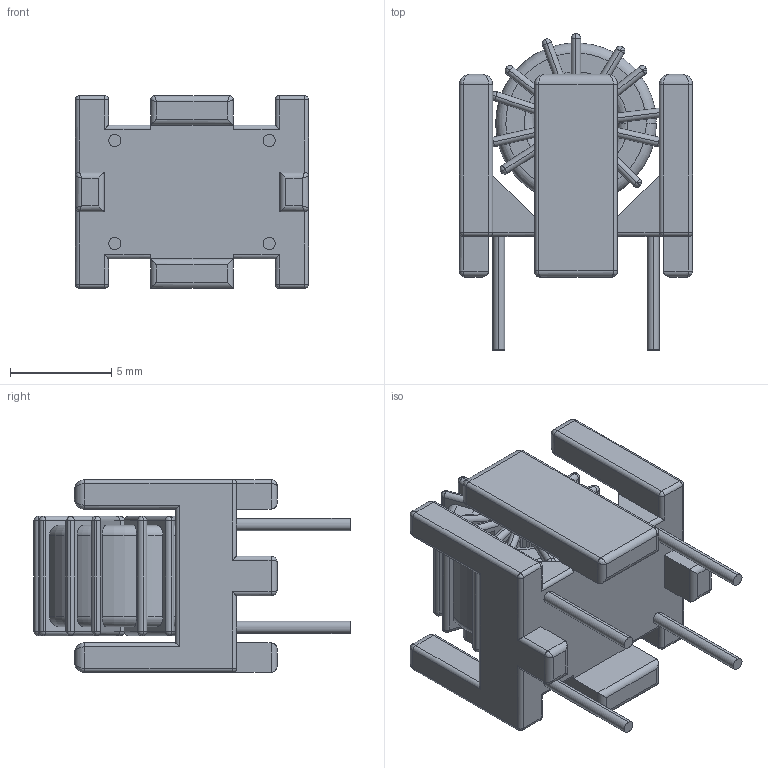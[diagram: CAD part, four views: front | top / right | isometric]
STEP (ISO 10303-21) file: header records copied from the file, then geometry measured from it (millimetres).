
FILE_DESCRIPTION (( 'STEP AP214' ), '1' );
FILE_NAME ('PT_KPLT02_L9.5W11.5H12LL3.6S5.08.STEP', '2019-08-14T20:18:27', ( '' ), ( '' ), 'SwSTEP 2.0', 'SolidWorks 2014', '' );
FILE_SCHEMA (( 'AUTOMOTIVE_DESIGN' ));
Length unit declared in the file: millimetre
Products named in the file (1): PT_KPLT02_L9.5W11.5H12LL3.6S5.08
Bounding box: 11.5 x 15.6 x 9.5 mm (x, y, z)
Volume: 565.1 mm3; surface area: 1211.5 mm2
Topology: 2 solids, 2 shells, 607 faces, 1584 edges, 906 vertices
Faces by surface type: cylinder 227, plane 220, sphere 76, torus 56, bspline 28
Entity records: 24512 total; most frequent: CARTESIAN_POINT 4638, ORIENTED_EDGE 2984, DIRECTION 2780, EDGE_CURVE 1492, AXIS2_PLACEMENT_3D 976, VERTEX_POINT 882, LINE 828, VECTOR 828
